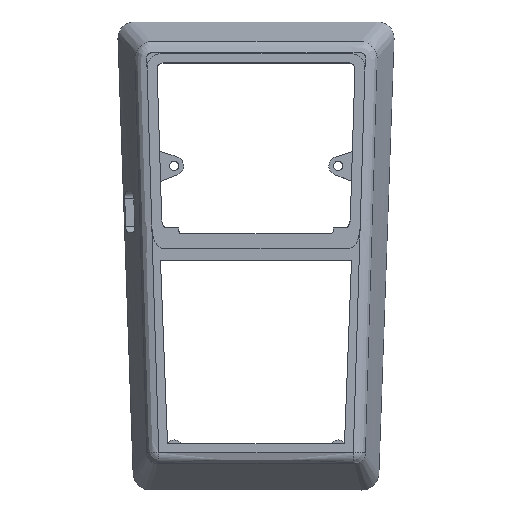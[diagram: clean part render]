
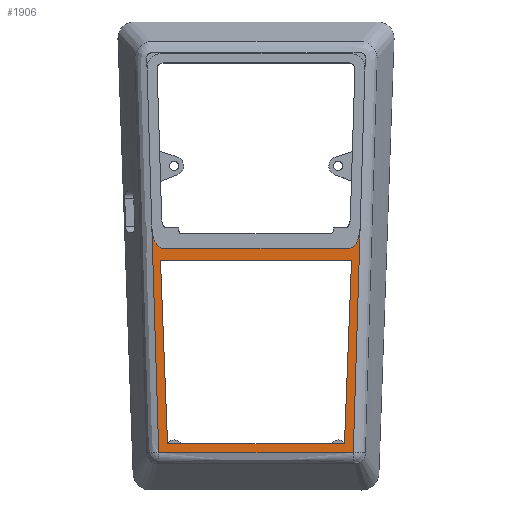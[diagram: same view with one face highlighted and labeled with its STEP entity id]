
A CAD part, top view. The second image highlights one B-rep face of the part: STEP entity #1906.
In plain terms, the highlighted planar face has unit normal (0, 0, 1).
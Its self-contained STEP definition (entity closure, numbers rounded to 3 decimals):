
#101=FACE_BOUND('',#374,.T.);
#128=B_SPLINE_CURVE_WITH_KNOTS('',3,(#3533,#3534,#3535,#3536),
 .UNSPECIFIED.,.F.,.F.,(4,4),(0.025,6.238),
 .UNSPECIFIED.);
#136=B_SPLINE_CURVE_WITH_KNOTS('',3,(#4795,#4796,#4797,#4798,#4799,#4800,
#4801,#4802,#4803,#4804,#4805,#4806,#4807,#4808,#4809,#4810,#4811,#4812,
#4813,#4814,#4815),.UNSPECIFIED.,.F.,.F.,(4,1,1,1,1,1,1,1,1,1,1,1,1,1,1,
1,1,1,4),(-0.999,-0.986,-0.974,-0.962,
-0.95,-0.938,-0.926,-0.913,
-0.901,-0.889,-0.877,-0.865,
-0.853,-0.841,-0.828,-0.816,
-0.804,-0.788,-0.778),.UNSPECIFIED.);
#137=B_SPLINE_CURVE_WITH_KNOTS('',3,(#4816,#4817,#4818,#4819,#4820,#4821,
#4822,#4823,#4824,#4825,#4826,#4827,#4828,#4829,#4830,#4831,#4832,#4833,
#4834,#4835,#4836,#4837),.UNSPECIFIED.,.F.,.F.,(4,1,1,1,1,1,1,1,1,1,1,1,
1,1,1,1,1,1,1,4),(-0.223,-0.22,-0.208,
-0.196,-0.184,-0.172,-0.159,
-0.147,-0.135,-0.123,-0.111,
-0.099,-0.087,-0.074,-0.062,
-0.05,-0.038,-0.026,-0.014,
-0.001),.UNSPECIFIED.);
#189=PLANE('',#2054);
#271=FACE_OUTER_BOUND('',#373,.T.);
#373=EDGE_LOOP('',(#1663,#1664,#1665,#1666,#1667,#1668));
#374=EDGE_LOOP('',(#1669,#1670,#1671,#1672,#1673));
#417=LINE('',#2764,#591);
#473=LINE('',#3157,#647);
#482=LINE('',#3178,#656);
#536=LINE('',#3493,#710);
#539=LINE('',#3498,#713);
#543=LINE('',#3504,#717);
#591=VECTOR('',#2136,10.);
#647=VECTOR('',#2260,10.);
#656=VECTOR('',#2275,10.);
#710=VECTOR('',#2435,10.);
#713=VECTOR('',#2440,10.);
#717=VECTOR('',#2446,10.);
#759=ELLIPSE('',#1953,10.78,5.);
#761=ELLIPSE('',#1956,10.78,5.);
#796=VERTEX_POINT('',#2740);
#798=VERTEX_POINT('',#2757);
#800=VERTEX_POINT('',#2763);
#802=VERTEX_POINT('',#2774);
#864=VERTEX_POINT('',#3154);
#865=VERTEX_POINT('',#3156);
#874=VERTEX_POINT('',#3176);
#917=VERTEX_POINT('',#3492);
#918=VERTEX_POINT('',#3497);
#921=VERTEX_POINT('',#3526);
#922=VERTEX_POINT('',#3532);
#989=EDGE_CURVE('',#798,#796,#759,.T.);
#992=EDGE_CURVE('',#800,#798,#417,.T.);
#995=EDGE_CURVE('',#802,#800,#761,.T.);
#1075=EDGE_CURVE('',#865,#864,#473,.T.);
#1086=EDGE_CURVE('',#864,#874,#482,.T.);
#1167=EDGE_CURVE('',#917,#865,#536,.T.);
#1170=EDGE_CURVE('',#918,#917,#539,.T.);
#1174=EDGE_CURVE('',#874,#918,#543,.T.);
#1176=EDGE_CURVE('',#921,#922,#128,.T.);
#1186=EDGE_CURVE('',#922,#796,#136,.T.);
#1187=EDGE_CURVE('',#802,#921,#137,.T.);
#1663=ORIENTED_EDGE('',*,*,#989,.T.);
#1664=ORIENTED_EDGE('',*,*,#1186,.F.);
#1665=ORIENTED_EDGE('',*,*,#1176,.F.);
#1666=ORIENTED_EDGE('',*,*,#1187,.F.);
#1667=ORIENTED_EDGE('',*,*,#995,.T.);
#1668=ORIENTED_EDGE('',*,*,#992,.T.);
#1669=ORIENTED_EDGE('',*,*,#1167,.T.);
#1670=ORIENTED_EDGE('',*,*,#1075,.T.);
#1671=ORIENTED_EDGE('',*,*,#1086,.T.);
#1672=ORIENTED_EDGE('',*,*,#1174,.T.);
#1673=ORIENTED_EDGE('',*,*,#1170,.T.);
#1906=ADVANCED_FACE('',(#271,#101),#189,.T.);
#1953=AXIS2_PLACEMENT_3D('',#2758,#2129,#2130);
#1956=AXIS2_PLACEMENT_3D('',#2775,#2139,#2140);
#2054=AXIS2_PLACEMENT_3D('',#5271,#2464,#2465);
#2129=DIRECTION('center_axis',(0.,0.,
-1.));
#2130=DIRECTION('ref_axis',(-0.174,-0.985,0.));
#2136=DIRECTION('',(-1.,0.,0.));
#2139=DIRECTION('center_axis',(0.,0.,
-1.));
#2140=DIRECTION('ref_axis',(0.174,-0.985,0.));
#2260=DIRECTION('',(-1.,0.,0.));
#2275=DIRECTION('',(-1.,0.,0.));
#2435=DIRECTION('',(-0.038,-0.999,0.));
#2440=DIRECTION('',(1.,0.,0.));
#2446=DIRECTION('',(-0.038,0.999,0.));
#2464=DIRECTION('center_axis',(0.,0.,
1.));
#2465=DIRECTION('ref_axis',(1.,0.,0.));
#2740=CARTESIAN_POINT('',(-34.747,22.199,30.3));
#2757=CARTESIAN_POINT('',(-30.988,15.765,30.3));
#2758=CARTESIAN_POINT('Origin',(-29.518,26.415,30.3));
#2763=CARTESIAN_POINT('',(27.981,15.765,30.3));
#2764=CARTESIAN_POINT('',(14.644,15.765,30.3));
#2774=CARTESIAN_POINT('',(31.764,22.626,30.3));
#2775=CARTESIAN_POINT('Origin',(26.511,26.415,30.3));
#3154=CARTESIAN_POINT('',(-1.498,-46.545,30.3));
#3156=CARTESIAN_POINT('',(26.761,-46.545,30.3));
#3157=CARTESIAN_POINT('',(-0.095,-46.545,30.3));
#3176=CARTESIAN_POINT('',(-29.757,-46.545,30.3));
#3178=CARTESIAN_POINT('',(-14.225,-46.545,30.3));
#3492=CARTESIAN_POINT('',(29.003,11.979,30.3));
#3493=CARTESIAN_POINT('',(28.015,-13.805,30.3));
#3497=CARTESIAN_POINT('',(-32.,11.979,30.3));
#3498=CARTESIAN_POINT('',(15.155,11.979,30.3));
#3504=CARTESIAN_POINT('',(-32.129,15.35,30.3));
#3526=CARTESIAN_POINT('',(29.569,-49.434,30.3));
#3532=CARTESIAN_POINT('',(-32.565,-49.434,30.3));
#3533=CARTESIAN_POINT('Ctrl Pts',(29.569,-49.434,30.3));
#3534=CARTESIAN_POINT('Ctrl Pts',(8.857,-49.434,30.3));
#3535=CARTESIAN_POINT('Ctrl Pts',(-11.854,-49.434,30.3));
#3536=CARTESIAN_POINT('Ctrl Pts',(-32.565,-49.434,30.3));
#4795=CARTESIAN_POINT('Ctrl Pts',(-32.565,-49.434,30.3));
#4796=CARTESIAN_POINT('Ctrl Pts',(-32.606,-48.118,30.3));
#4797=CARTESIAN_POINT('Ctrl Pts',(-32.687,-45.486,30.3));
#4798=CARTESIAN_POINT('Ctrl Pts',(-32.807,-41.539,30.3));
#4799=CARTESIAN_POINT('Ctrl Pts',(-32.928,-37.591,30.3));
#4800=CARTESIAN_POINT('Ctrl Pts',(-33.049,-33.644,30.3));
#4801=CARTESIAN_POINT('Ctrl Pts',(-33.169,-29.696,30.3));
#4802=CARTESIAN_POINT('Ctrl Pts',(-33.29,-25.748,30.3));
#4803=CARTESIAN_POINT('Ctrl Pts',(-33.41,-21.801,30.3));
#4804=CARTESIAN_POINT('Ctrl Pts',(-33.53,-17.853,30.3));
#4805=CARTESIAN_POINT('Ctrl Pts',(-33.65,-13.905,30.3));
#4806=CARTESIAN_POINT('Ctrl Pts',(-33.77,-9.958,30.3));
#4807=CARTESIAN_POINT('Ctrl Pts',(-33.89,-6.01,30.3));
#4808=CARTESIAN_POINT('Ctrl Pts',(-34.011,-2.062,30.3));
#4809=CARTESIAN_POINT('Ctrl Pts',(-34.131,1.885,30.3));
#4810=CARTESIAN_POINT('Ctrl Pts',(-34.25,5.833,30.3));
#4811=CARTESIAN_POINT('Ctrl Pts',(-34.37,9.781,30.3));
#4812=CARTESIAN_POINT('Ctrl Pts',(-34.504,14.167,30.3));
#4813=CARTESIAN_POINT('Ctrl Pts',(-34.629,18.306,30.3));
#4814=CARTESIAN_POINT('Ctrl Pts',(-34.715,21.13,30.3));
#4815=CARTESIAN_POINT('Ctrl Pts',(-34.747,22.199,30.3));
#4816=CARTESIAN_POINT('Ctrl Pts',(31.764,22.626,30.3));
#4817=CARTESIAN_POINT('Ctrl Pts',(31.754,22.292,30.3));
#4818=CARTESIAN_POINT('Ctrl Pts',(31.703,20.642,30.3));
#4819=CARTESIAN_POINT('Ctrl Pts',(31.613,17.676,30.3));
#4820=CARTESIAN_POINT('Ctrl Pts',(31.494,13.728,30.3));
#4821=CARTESIAN_POINT('Ctrl Pts',(31.374,9.781,30.3));
#4822=CARTESIAN_POINT('Ctrl Pts',(31.254,5.833,30.3));
#4823=CARTESIAN_POINT('Ctrl Pts',(31.134,1.885,30.3));
#4824=CARTESIAN_POINT('Ctrl Pts',(31.014,-2.062,30.3));
#4825=CARTESIAN_POINT('Ctrl Pts',(30.894,-6.01,30.3));
#4826=CARTESIAN_POINT('Ctrl Pts',(30.774,-9.958,30.3));
#4827=CARTESIAN_POINT('Ctrl Pts',(30.654,-13.905,30.3));
#4828=CARTESIAN_POINT('Ctrl Pts',(30.533,-17.853,30.3));
#4829=CARTESIAN_POINT('Ctrl Pts',(30.413,-21.801,30.3));
#4830=CARTESIAN_POINT('Ctrl Pts',(30.293,-25.748,30.3));
#4831=CARTESIAN_POINT('Ctrl Pts',(30.172,-29.696,30.3));
#4832=CARTESIAN_POINT('Ctrl Pts',(30.052,-33.644,30.3));
#4833=CARTESIAN_POINT('Ctrl Pts',(29.931,-37.591,30.3));
#4834=CARTESIAN_POINT('Ctrl Pts',(29.811,-41.539,30.3));
#4835=CARTESIAN_POINT('Ctrl Pts',(29.69,-45.486,30.3));
#4836=CARTESIAN_POINT('Ctrl Pts',(29.609,-48.118,30.3));
#4837=CARTESIAN_POINT('Ctrl Pts',(29.569,-49.434,30.3));
#5271=CARTESIAN_POINT('Origin',(1.308,20.007,30.3));
